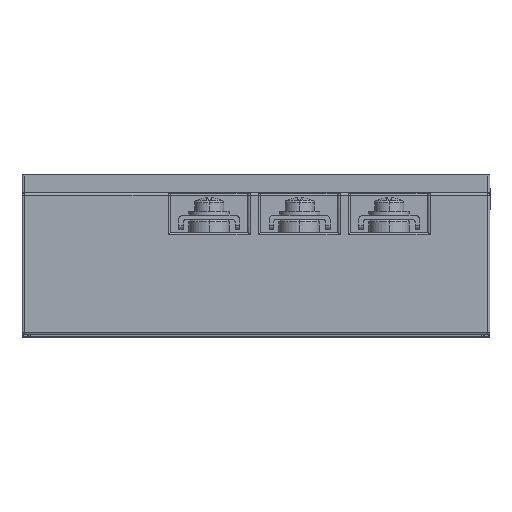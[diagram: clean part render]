
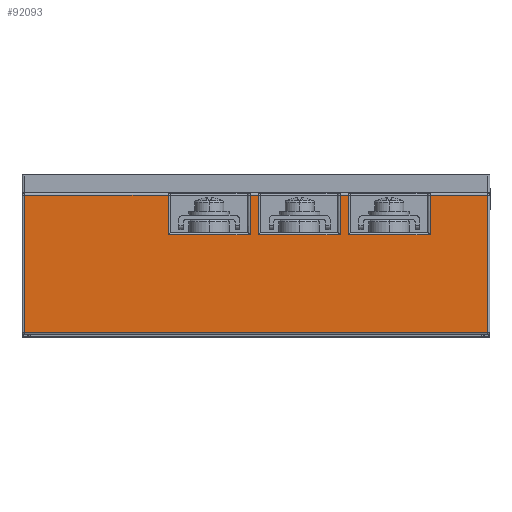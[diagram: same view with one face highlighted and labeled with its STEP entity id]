
A CAD part, top view. The second image highlights one B-rep face of the part: STEP entity #92093.
In plain terms, the highlighted planar face has unit normal (0, 0, 1).
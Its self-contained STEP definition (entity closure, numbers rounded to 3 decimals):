
#93 = DIRECTION ( 'NONE',  ( -1., 0., 0. ) ) ;
#963 = LINE ( 'NONE', #36850, #30449 ) ;
#2041 = ORIENTED_EDGE ( 'NONE', *, *, #20599, .T. ) ;
#2045 = CARTESIAN_POINT ( 'NONE',  ( 20.5, 22.2, 36.25 ) ) ;
#2272 = EDGE_CURVE ( 'NONE', #92817, #55459, #112753, .T. ) ;
#3149 = ORIENTED_EDGE ( 'NONE', *, *, #93105, .T. ) ;
#3734 = VERTEX_POINT ( 'NONE', #69346 ) ;
#4075 = VERTEX_POINT ( 'NONE', #76695 ) ;
#4098 = DIRECTION ( 'NONE',  ( 1., 0., 0. ) ) ;
#4380 = CARTESIAN_POINT ( 'NONE',  ( 51.5, 31.5, 36.25 ) ) ;
#4425 = LINE ( 'NONE', #83042, #16218 ) ;
#4648 = ORIENTED_EDGE ( 'NONE', *, *, #65784, .T. ) ;
#7021 = CARTESIAN_POINT ( 'NONE',  ( 18.7, 22.2, 36.25 ) ) ;
#8677 = CARTESIAN_POINT ( 'NONE',  ( -1.3, 22.2, 36.25 ) ) ;
#8749 = CARTESIAN_POINT ( 'NONE',  ( -19.5, 31., 36.25 ) ) ;
#8775 = DIRECTION ( 'NONE',  ( 0., 1., 0. ) ) ;
#8854 = LINE ( 'NONE', #96898, #83802 ) ;
#9160 = DIRECTION ( 'NONE',  ( -1., 0., 0. ) ) ;
#12405 = VERTEX_POINT ( 'NONE', #24145 ) ;
#15552 = EDGE_CURVE ( 'NONE', #53971, #4075, #38851, .T. ) ;
#16218 = VECTOR ( 'NONE', #20942, 1000. ) ;
#18227 = EDGE_CURVE ( 'NONE', #72738, #48178, #4425, .T. ) ;
#18668 = CARTESIAN_POINT ( 'NONE',  ( -19., 22.2, 36.25 ) ) ;
#20024 = VECTOR ( 'NONE', #63782, 1000. ) ;
#20599 = EDGE_CURVE ( 'NONE', #4075, #61675, #39745, .T. ) ;
#20942 = DIRECTION ( 'NONE',  ( 0., 1., 0. ) ) ;
#21859 = VERTEX_POINT ( 'NONE', #53579 ) ;
#22324 = CARTESIAN_POINT ( 'NONE',  ( 52., 0.5, 36.25 ) ) ;
#23172 = VERTEX_POINT ( 'NONE', #60458 ) ;
#24145 = CARTESIAN_POINT ( 'NONE',  ( 38.7, 22.2, 36.25 ) ) ;
#24220 = VECTOR ( 'NONE', #50508, 1000. ) ;
#25361 = LINE ( 'NONE', #98109, #81409 ) ;
#27917 = ORIENTED_EDGE ( 'NONE', *, *, #2272, .T. ) ;
#28357 = CARTESIAN_POINT ( 'NONE',  ( 0.5, 22.2, 36.25 ) ) ;
#29642 = DIRECTION ( 'NONE',  ( -1., 0., 0. ) ) ;
#29754 = LINE ( 'NONE', #94165, #99258 ) ;
#30449 = VECTOR ( 'NONE', #91259, 1000. ) ;
#31322 = EDGE_CURVE ( 'NONE', #55459, #96069, #99064, .T. ) ;
#31360 = FACE_OUTER_BOUND ( 'NONE', #87011, .T. ) ;
#34200 = VERTEX_POINT ( 'NONE', #2045 ) ;
#34466 = CARTESIAN_POINT ( 'NONE',  ( 18.7, 31., 36.25 ) ) ;
#35784 = DIRECTION ( 'NONE',  ( -1., 0., 0. ) ) ;
#36103 = LINE ( 'NONE', #79351, #79211 ) ;
#36850 = CARTESIAN_POINT ( 'NONE',  ( -51.5, 31.5, 36.25 ) ) ;
#37472 = PLANE ( 'NONE',  #107640 ) ;
#38348 = ORIENTED_EDGE ( 'NONE', *, *, #57924, .T. ) ;
#38851 = LINE ( 'NONE', #22324, #82375 ) ;
#39533 = ORIENTED_EDGE ( 'NONE', *, *, #15552, .T. ) ;
#39745 = LINE ( 'NONE', #4380, #54000 ) ;
#40623 = CARTESIAN_POINT ( 'NONE',  ( -1.3, 31.5, 36.25 ) ) ;
#48178 = VERTEX_POINT ( 'NONE', #64127 ) ;
#49972 = VECTOR ( 'NONE', #70554, 1000. ) ;
#50508 = DIRECTION ( 'NONE',  ( 0., -1., 0. ) ) ;
#51220 = LINE ( 'NONE', #95770, #91723 ) ;
#53579 = CARTESIAN_POINT ( 'NONE',  ( -51.5, 31., 36.25 ) ) ;
#53971 = VERTEX_POINT ( 'NONE', #64828 ) ;
#54000 = VECTOR ( 'NONE', #75338, 1000. ) ;
#54082 = ORIENTED_EDGE ( 'NONE', *, *, #65748, .T. ) ;
#54768 = CARTESIAN_POINT ( 'NONE',  ( -1.3, 31., 36.25 ) ) ;
#55459 = VERTEX_POINT ( 'NONE', #8677 ) ;
#55583 = DIRECTION ( 'NONE',  ( -1., 0., 0. ) ) ;
#56501 = CARTESIAN_POINT ( 'NONE',  ( 51.5, 31., 36.25 ) ) ;
#57212 = ORIENTED_EDGE ( 'NONE', *, *, #18227, .T. ) ;
#57924 = EDGE_CURVE ( 'NONE', #3734, #12405, #89347, .T. ) ;
#58430 = DIRECTION ( 'NONE',  ( 0., -1., 0. ) ) ;
#59030 = EDGE_CURVE ( 'NONE', #23172, #110954, #8854, .T. ) ;
#60458 = CARTESIAN_POINT ( 'NONE',  ( 20.5, 31., 36.25 ) ) ;
#61675 = VERTEX_POINT ( 'NONE', #56501 ) ;
#61953 = ORIENTED_EDGE ( 'NONE', *, *, #86735, .T. ) ;
#62563 = CARTESIAN_POINT ( 'NONE',  ( -1.8, 31., 36.25 ) ) ;
#63275 = VERTEX_POINT ( 'NONE', #8749 ) ;
#63782 = DIRECTION ( 'NONE',  ( -1., 0., 0. ) ) ;
#64127 = CARTESIAN_POINT ( 'NONE',  ( 0.5, 31., 36.25 ) ) ;
#64828 = CARTESIAN_POINT ( 'NONE',  ( -51.5, 0.5, 36.25 ) ) ;
#65164 = EDGE_CURVE ( 'NONE', #12405, #34200, #36103, .T. ) ;
#65748 = EDGE_CURVE ( 'NONE', #21859, #53971, #963, .T. ) ;
#65784 = EDGE_CURVE ( 'NONE', #48178, #92817, #80111, .T. ) ;
#66780 = CARTESIAN_POINT ( 'NONE',  ( -52., 31., 36.25 ) ) ;
#67027 = CARTESIAN_POINT ( 'NONE',  ( 52., 31.5, 36.25 ) ) ;
#67801 = ORIENTED_EDGE ( 'NONE', *, *, #82119, .T. ) ;
#69346 = CARTESIAN_POINT ( 'NONE',  ( 38.7, 31., 36.25 ) ) ;
#69767 = LINE ( 'NONE', #88547, #90609 ) ;
#70554 = DIRECTION ( 'NONE',  ( 0., -1., 0. ) ) ;
#72738 = VERTEX_POINT ( 'NONE', #28357 ) ;
#74668 = LINE ( 'NONE', #110047, #103546 ) ;
#75338 = DIRECTION ( 'NONE',  ( 0., 1., 0. ) ) ;
#75564 = LINE ( 'NONE', #66780, #103827 ) ;
#76695 = CARTESIAN_POINT ( 'NONE',  ( 51.5, 0.5, 36.25 ) ) ;
#79211 = VECTOR ( 'NONE', #115266, 1000. ) ;
#79351 = CARTESIAN_POINT ( 'NONE',  ( 21., 22.2, 36.25 ) ) ;
#80111 = LINE ( 'NONE', #62563, #80921 ) ;
#80921 = VECTOR ( 'NONE', #9160, 1000. ) ;
#81409 = VECTOR ( 'NONE', #96887, 1000. ) ;
#81787 = EDGE_CURVE ( 'NONE', #110954, #87203, #29754, .T. ) ;
#81810 = CARTESIAN_POINT ( 'NONE',  ( -19.5, 22.2, 36.25 ) ) ;
#82119 = EDGE_CURVE ( 'NONE', #34200, #23172, #51220, .T. ) ;
#82375 = VECTOR ( 'NONE', #4098, 1000. ) ;
#82530 = ORIENTED_EDGE ( 'NONE', *, *, #108519, .T. ) ;
#83042 = CARTESIAN_POINT ( 'NONE',  ( 0.5, 31.5, 36.25 ) ) ;
#83802 = VECTOR ( 'NONE', #93, 1000. ) ;
#86735 = EDGE_CURVE ( 'NONE', #61675, #3734, #74668, .T. ) ;
#87011 = EDGE_LOOP ( 'NONE', ( #108395, #67801, #97609, #95714, #89067, #57212, #4648, #27917, #90948, #82530, #3149, #54082, #39533, #2041, #61953, #38348 ) ) ;
#87203 = VERTEX_POINT ( 'NONE', #7021 ) ;
#88547 = CARTESIAN_POINT ( 'NONE',  ( -19.5, 31.5, 36.25 ) ) ;
#89067 = ORIENTED_EDGE ( 'NONE', *, *, #113128, .T. ) ;
#89347 = LINE ( 'NONE', #115264, #49972 ) ;
#90609 = VECTOR ( 'NONE', #8775, 1000. ) ;
#90948 = ORIENTED_EDGE ( 'NONE', *, *, #31322, .T. ) ;
#91259 = DIRECTION ( 'NONE',  ( 0., -1., 0. ) ) ;
#91723 = VECTOR ( 'NONE', #96932, 1000. ) ;
#92093 = ADVANCED_FACE ( 'NONE', ( #31360 ), #37472, .F. ) ;
#92817 = VERTEX_POINT ( 'NONE', #54768 ) ;
#93105 = EDGE_CURVE ( 'NONE', #63275, #21859, #75564, .T. ) ;
#94165 = CARTESIAN_POINT ( 'NONE',  ( 18.7, 31.5, 36.25 ) ) ;
#95714 = ORIENTED_EDGE ( 'NONE', *, *, #81787, .T. ) ;
#95770 = CARTESIAN_POINT ( 'NONE',  ( 20.5, 31.5, 36.25 ) ) ;
#96069 = VERTEX_POINT ( 'NONE', #81810 ) ;
#96887 = DIRECTION ( 'NONE',  ( -1., 0., 0. ) ) ;
#96898 = CARTESIAN_POINT ( 'NONE',  ( 18.2, 31., 36.25 ) ) ;
#96932 = DIRECTION ( 'NONE',  ( 0., 1., 0. ) ) ;
#97609 = ORIENTED_EDGE ( 'NONE', *, *, #59030, .T. ) ;
#98109 = CARTESIAN_POINT ( 'NONE',  ( 1., 22.2, 36.25 ) ) ;
#99064 = LINE ( 'NONE', #18668, #20024 ) ;
#99258 = VECTOR ( 'NONE', #58430, 1000. ) ;
#103546 = VECTOR ( 'NONE', #29642, 1000. ) ;
#103827 = VECTOR ( 'NONE', #35784, 1000. ) ;
#107640 = AXIS2_PLACEMENT_3D ( 'NONE', #67027, #109043, #55583 ) ;
#108395 = ORIENTED_EDGE ( 'NONE', *, *, #65164, .T. ) ;
#108519 = EDGE_CURVE ( 'NONE', #96069, #63275, #69767, .T. ) ;
#109043 = DIRECTION ( 'NONE',  ( 0., 0., -1. ) ) ;
#110047 = CARTESIAN_POINT ( 'NONE',  ( 38.2, 31., 36.25 ) ) ;
#110954 = VERTEX_POINT ( 'NONE', #34466 ) ;
#112753 = LINE ( 'NONE', #40623, #24220 ) ;
#113128 = EDGE_CURVE ( 'NONE', #87203, #72738, #25361, .T. ) ;
#115264 = CARTESIAN_POINT ( 'NONE',  ( 38.7, 31.5, 36.25 ) ) ;
#115266 = DIRECTION ( 'NONE',  ( -1., 0., 0. ) ) ;
